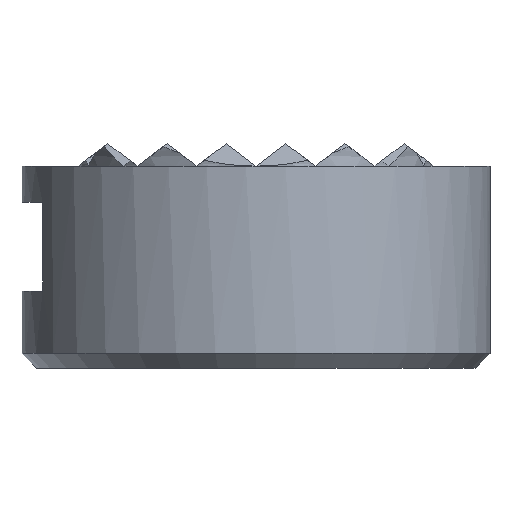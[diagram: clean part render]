
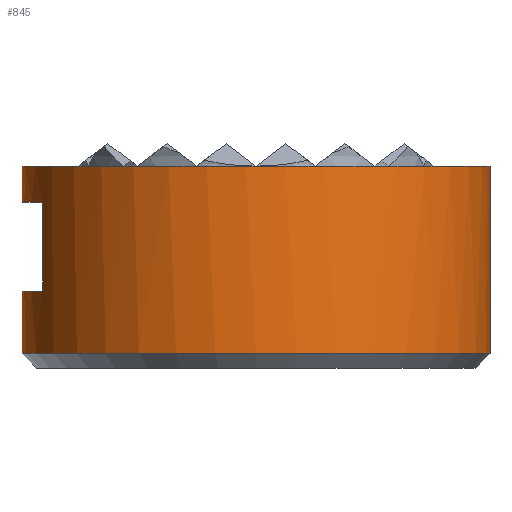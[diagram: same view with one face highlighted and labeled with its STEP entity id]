
A CAD part, front view. The second image highlights one B-rep face of the part: STEP entity #845.
In plain terms, the highlighted cylindrical face has radius 12.5 mm (diameter 25 mm), a partial arc.
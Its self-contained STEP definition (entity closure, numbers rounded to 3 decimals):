
#643=VERTEX_POINT('',#1841);
#687=VERTEX_POINT('',#1893);
#689=EDGE_CURVE('',#1613,#985,#1895,.T.);
#803=EDGE_CURVE('',#1331,#1581,#2027,.T.);
#845=ADVANCED_FACE('',(#2078),#2079,.T.);
#985=VERTEX_POINT('',#2237);
#1113=EDGE_CURVE('',#985,#687,#2383,.T.);
#1331=VERTEX_POINT('',#2627);
#1389=VERTEX_POINT('',#2692);
#1503=EDGE_CURVE('',#1515,#1389,#2823,.T.);
#1509=EDGE_CURVE('',#1549,#1515,#2830,.T.);
#1515=VERTEX_POINT('',#2836);
#1531=EDGE_CURVE('',#1331,#1549,#2853,.T.);
#1549=VERTEX_POINT('',#2873);
#1571=EDGE_CURVE('',#1581,#1613,#2899,.T.);
#1581=VERTEX_POINT('',#2911);
#1613=VERTEX_POINT('',#2949);
#1643=EDGE_CURVE('',#643,#687,#2983,.T.);
#1717=EDGE_CURVE('',#643,#1389,#3069,.T.);
#1841=CARTESIAN_POINT('',(-12.5,0.,0.8));
#1893=CARTESIAN_POINT('',(12.5,0.,0.8));
#1895=CIRCLE('',#3292,12.5);
#2027=LINE('',#3468,#3469);
#2078=FACE_OUTER_BOUND('',#3532,.T.);
#2079=CYLINDRICAL_SURFACE('',#3533,12.5);
#2237=CARTESIAN_POINT('',(12.5,0.,10.8));
#2383=LINE('',#3959,#3960);
#2627=CARTESIAN_POINT('',(-12.5,0.,8.875));
#2692=CARTESIAN_POINT('',(-12.5,0.,4.125));
#2823=CIRCLE('',#4560,12.5);
#2830=LINE('',#4570,#4571);
#2836=CARTESIAN_POINT('',(-11.4,-5.127,4.125));
#2853=CIRCLE('',#4603,12.5);
#2873=CARTESIAN_POINT('',(-11.4,-5.127,8.875));
#2899=CIRCLE('',#4665,12.5);
#2911=CARTESIAN_POINT('',(-12.5,0.,10.8));
#2949=CARTESIAN_POINT('',(12.092,-3.167,10.8));
#2983=CIRCLE('',#4777,12.5);
#3069=LINE('',#4896,#4897);
#3292=AXIS2_PLACEMENT_3D('',#5118,#5119,#5120);
#3468=CARTESIAN_POINT('',(-12.5,0.,5.8));
#3469=VECTOR('',#5296,1.0);
#3532=EDGE_LOOP('',(#5398,#5399,#5400,#5401,#5402,#5403,#5404,#5405,#5406));
#3533=AXIS2_PLACEMENT_3D('',#5407,#5408,#5409);
#3959=CARTESIAN_POINT('',(12.5,0.,5.8));
#3960=VECTOR('',#5776,1.0);
#4560=AXIS2_PLACEMENT_3D('',#6299,#6300,#6301);
#4570=CARTESIAN_POINT('',(-11.4,-5.127,5.8));
#4571=VECTOR('',#6310,1.0);
#4603=AXIS2_PLACEMENT_3D('',#6327,#6328,#6329);
#4665=AXIS2_PLACEMENT_3D('',#6390,#6391,#6392);
#4777=AXIS2_PLACEMENT_3D('',#6494,#6495,#6496);
#4896=CARTESIAN_POINT('',(-12.5,0.,5.8));
#4897=VECTOR('',#6613,1.0);
#5118=CARTESIAN_POINT('',(0.,0.,10.8));
#5119=DIRECTION('',(0.,0.,1.0));
#5120=DIRECTION('',(-1.0,0.,0.));
#5296=DIRECTION('',(0.,0.,1.0));
#5398=ORIENTED_EDGE('',*,*,#1717,.F.);
#5399=ORIENTED_EDGE('',*,*,#1643,.T.);
#5400=ORIENTED_EDGE('',*,*,#1113,.F.);
#5401=ORIENTED_EDGE('',*,*,#689,.F.);
#5402=ORIENTED_EDGE('',*,*,#1571,.F.);
#5403=ORIENTED_EDGE('',*,*,#803,.F.);
#5404=ORIENTED_EDGE('',*,*,#1531,.T.);
#5405=ORIENTED_EDGE('',*,*,#1509,.T.);
#5406=ORIENTED_EDGE('',*,*,#1503,.T.);
#5407=CARTESIAN_POINT('',(0.,0.,5.8));
#5408=DIRECTION('',(0.,0.,-1.0));
#5409=DIRECTION('',(-1.0,0.,0.));
#5776=DIRECTION('',(0.,0.,-1.0));
#6299=CARTESIAN_POINT('',(0.,0.,4.125));
#6300=DIRECTION('',(0.,0.,-1.0));
#6301=DIRECTION('',(-1.0,0.,0.));
#6310=DIRECTION('',(0.,0.,-1.0));
#6327=CARTESIAN_POINT('',(0.,0.,8.875));
#6328=DIRECTION('',(0.,0.,1.0));
#6329=DIRECTION('',(-1.0,0.,0.));
#6390=CARTESIAN_POINT('',(0.,0.,10.8));
#6391=DIRECTION('',(0.,0.,1.0));
#6392=DIRECTION('',(-1.0,0.,0.));
#6494=CARTESIAN_POINT('',(0.,0.,0.8));
#6495=DIRECTION('',(0.,0.,1.0));
#6496=DIRECTION('',(-1.0,0.,0.));
#6613=DIRECTION('',(0.,0.,1.0));
